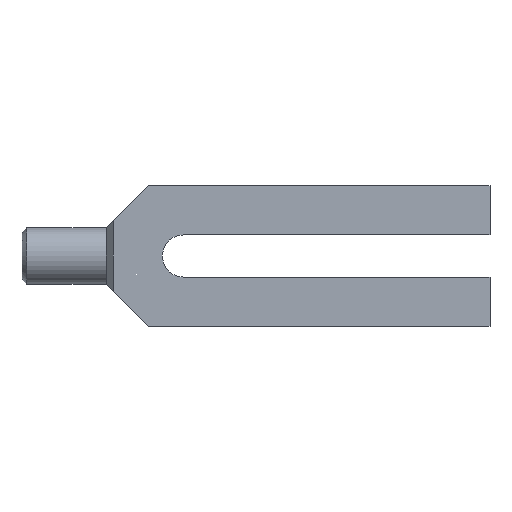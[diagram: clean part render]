
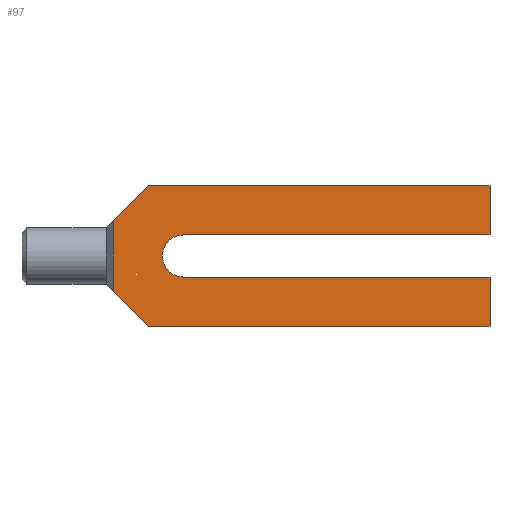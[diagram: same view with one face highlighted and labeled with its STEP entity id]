
A CAD part, front view. The second image highlights one B-rep face of the part: STEP entity #97.
In plain terms, the highlighted planar face has unit normal (0, -1, 0).
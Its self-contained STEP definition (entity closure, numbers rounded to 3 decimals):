
#97=ADVANCED_FACE('',(#143),#144,.F.);
#143=FACE_OUTER_BOUND('',#189,.T.);
#144=PLANE('',#190);
#189=EDGE_LOOP('',(#356,#357,#358,#359,#360,#361,#362,#363,#364,#365,#366));
#190=AXIS2_PLACEMENT_3D('',#367,#368,#369);
#356=ORIENTED_EDGE('',*,*,#395,.T.);
#357=ORIENTED_EDGE('',*,*,#400,.T.);
#358=ORIENTED_EDGE('',*,*,#418,.T.);
#359=ORIENTED_EDGE('',*,*,#420,.F.);
#360=ORIENTED_EDGE('',*,*,#422,.F.);
#361=ORIENTED_EDGE('',*,*,#423,.T.);
#362=ORIENTED_EDGE('',*,*,#373,.T.);
#363=ORIENTED_EDGE('',*,*,#424,.T.);
#364=ORIENTED_EDGE('',*,*,#412,.F.);
#365=ORIENTED_EDGE('',*,*,#415,.F.);
#366=ORIENTED_EDGE('',*,*,#416,.F.);
#367=CARTESIAN_POINT('',(43.273,0.,0.));
#368=DIRECTION('',(0.0,1.0,0.));
#369=DIRECTION('',(1.0,0.0,0.0));
#373=EDGE_CURVE('',#426,#430,#432,.T.);
#395=EDGE_CURVE('',#467,#465,#468,.T.);
#400=EDGE_CURVE('',#465,#474,#476,.T.);
#412=EDGE_CURVE('',#494,#496,#497,.T.);
#415=EDGE_CURVE('',#499,#494,#501,.T.);
#416=EDGE_CURVE('',#467,#499,#502,.T.);
#418=EDGE_CURVE('',#474,#503,#505,.T.);
#420=EDGE_CURVE('',#506,#503,#508,.T.);
#422=EDGE_CURVE('',#509,#506,#511,.T.);
#423=EDGE_CURVE('',#509,#426,#512,.T.);
#424=EDGE_CURVE('',#430,#496,#513,.T.);
#426=VERTEX_POINT('',#515);
#430=VERTEX_POINT('',#520);
#432=CIRCLE('',#523,4.5);
#465=VERTEX_POINT('',#568);
#467=VERTEX_POINT('',#571);
#468=LINE('',#572,#573);
#474=VERTEX_POINT('',#582);
#476=LINE('',#585,#586);
#494=VERTEX_POINT('',#613);
#496=VERTEX_POINT('',#616);
#497=LINE('',#617,#618);
#499=VERTEX_POINT('',#621);
#501=LINE('',#624,#625);
#502=LINE('',#626,#627);
#503=VERTEX_POINT('',#628);
#505=LINE('',#631,#632);
#506=VERTEX_POINT('',#633);
#508=LINE('',#636,#637);
#509=VERTEX_POINT('',#638);
#511=LINE('',#641,#642);
#512=CIRCLE('',#643,4.5);
#513=LINE('',#644,#645);
#515=CARTESIAN_POINT('',(12.0,0.,0.));
#520=CARTESIAN_POINT('',(16.5,0.,4.5));
#523=AXIS2_PLACEMENT_3D('',#651,#652,#653);
#568=CARTESIAN_POINT('',(1.5,0.,-7.5));
#571=CARTESIAN_POINT('',(1.5,0.,7.5));
#572=CARTESIAN_POINT('',(1.5,0.,0.));
#573=VECTOR('',#691,1.0);
#582=CARTESIAN_POINT('',(9.0,0.,-15.0));
#585=CARTESIAN_POINT('',(0.,0.,-6.0));
#586=VECTOR('',#696,1.0);
#613=CARTESIAN_POINT('',(82.0,0.,15.0));
#616=CARTESIAN_POINT('',(82.0,0.,4.5));
#617=CARTESIAN_POINT('',(82.0,0.,15.0));
#618=VECTOR('',#710,1.0);
#621=CARTESIAN_POINT('',(9.0,0.,15.0));
#624=CARTESIAN_POINT('',(9.0,0.,15.0));
#625=VECTOR('',#713,1.0);
#626=CARTESIAN_POINT('',(0.,0.,6.0));
#627=VECTOR('',#714,1.0);
#628=CARTESIAN_POINT('',(82.0,0.,-15.0));
#631=CARTESIAN_POINT('',(9.0,0.,-15.0));
#632=VECTOR('',#716,1.0);
#633=CARTESIAN_POINT('',(82.0,0.,-4.5));
#636=CARTESIAN_POINT('',(82.0,0.,-4.5));
#637=VECTOR('',#718,1.0);
#638=CARTESIAN_POINT('',(16.5,0.,-4.5));
#641=CARTESIAN_POINT('',(16.5,0.,-4.5));
#642=VECTOR('',#720,1.0);
#643=AXIS2_PLACEMENT_3D('',#721,#722,#723);
#644=CARTESIAN_POINT('',(16.5,0.,4.5));
#645=VECTOR('',#724,1.0);
#651=CARTESIAN_POINT('',(16.5,0.0,0.0));
#652=DIRECTION('',(0.0,1.0,0.));
#653=DIRECTION('',(1.0,0.0,0.0));
#691=DIRECTION('',(0.,0.,-1.0));
#696=DIRECTION('',(0.707,0.,-0.707));
#710=DIRECTION('',(0.0,0.,-1.0));
#713=DIRECTION('',(1.0,0.,0.));
#714=DIRECTION('',(0.707,0.,0.707));
#716=DIRECTION('',(1.0,0.,0.));
#718=DIRECTION('',(0.0,0.,-1.0));
#720=DIRECTION('',(1.0,0.0,0.0));
#721=CARTESIAN_POINT('',(16.5,0.0,0.0));
#722=DIRECTION('',(0.0,1.0,0.));
#723=DIRECTION('',(1.0,0.0,0.0));
#724=DIRECTION('',(1.0,0.0,0.0));
